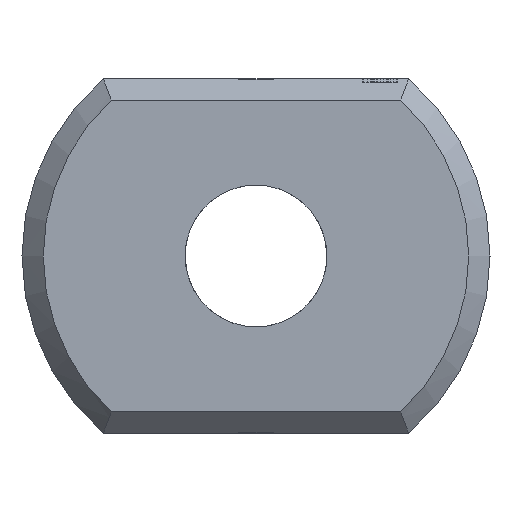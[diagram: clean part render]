
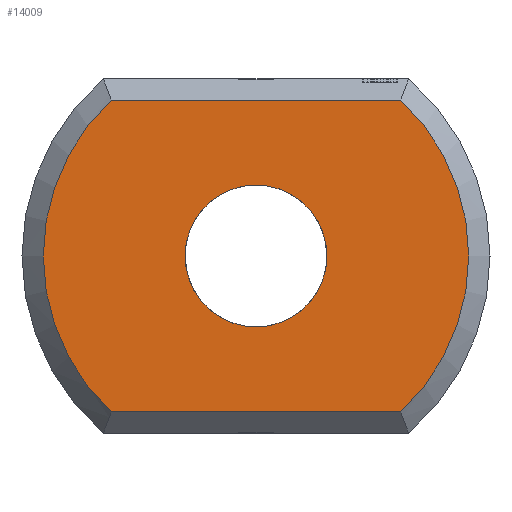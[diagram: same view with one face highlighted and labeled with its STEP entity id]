
A CAD part, left-side view. The second image highlights one B-rep face of the part: STEP entity #14009.
In plain terms, the highlighted planar face has unit normal (-1, 0, 0).
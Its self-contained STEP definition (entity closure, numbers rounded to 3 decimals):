
#3487 = VERTEX_POINT('',#3488);
#3488 = CARTESIAN_POINT('',(0.,-2.04,2.2));
#3497 = VERTEX_POINT('',#3498);
#3498 = CARTESIAN_POINT('',(0.,-2.04,-2.2));
#3505 = EDGE_CURVE('',#3487,#3497,#3506,.T.);
#3506 = CIRCLE('',#3507,3.);
#3507 = AXIS2_PLACEMENT_3D('',#3508,#3509,#3510);
#3508 = CARTESIAN_POINT('',(0.,0.,0.));
#3509 = DIRECTION('',(1.,0.,0.));
#3510 = DIRECTION('',(0.,-0.653,0.758)
  );
#4068 = VERTEX_POINT('',#4069);
#4069 = CARTESIAN_POINT('',(0.,2.04,2.2));
#4076 = EDGE_CURVE('',#3487,#4068,#4077,.T.);
#4077 = LINE('',#4078,#4079);
#4078 = CARTESIAN_POINT('',(0.,-2.154,2.2));
#4079 = VECTOR('',#4080,1.);
#4080 = DIRECTION('',(0.,1.,0.));
#14009 = ADVANCED_FACE('',(#14010,#14029),#14040,.F.);
#14010 = FACE_BOUND('',#14011,.F.);
#14011 = EDGE_LOOP('',(#14012,#14021,#14022,#14023));
#14012 = ORIENTED_EDGE('',*,*,#14013,.T.);
#14013 = EDGE_CURVE('',#14014,#4068,#14016,.T.);
#14014 = VERTEX_POINT('',#14015);
#14015 = CARTESIAN_POINT('',(0.,2.04,-2.2));
#14016 = CIRCLE('',#14017,3.);
#14017 = AXIS2_PLACEMENT_3D('',#14018,#14019,#14020);
#14018 = CARTESIAN_POINT('',(0.,0.,0.));
#14019 = DIRECTION('',(1.,0.,0.));
#14020 = DIRECTION('',(0.,0.653,-0.758)
  );
#14021 = ORIENTED_EDGE('',*,*,#4076,.F.);
#14022 = ORIENTED_EDGE('',*,*,#3505,.T.);
#14023 = ORIENTED_EDGE('',*,*,#14024,.T.);
#14024 = EDGE_CURVE('',#3497,#14014,#14025,.T.);
#14025 = LINE('',#14026,#14027);
#14026 = CARTESIAN_POINT('',(0.,-2.154,-2.2));
#14027 = VECTOR('',#14028,1.);
#14028 = DIRECTION('',(0.,1.,0.));
#14029 = FACE_BOUND('',#14030,.T.);
#14030 = EDGE_LOOP('',(#14031));
#14031 = ORIENTED_EDGE('',*,*,#14032,.T.);
#14032 = EDGE_CURVE('',#14033,#14033,#14035,.T.);
#14033 = VERTEX_POINT('',#14034);
#14034 = CARTESIAN_POINT('',(0.,1.,0.)
  );
#14035 = CIRCLE('',#14036,1.);
#14036 = AXIS2_PLACEMENT_3D('',#14037,#14038,#14039);
#14037 = CARTESIAN_POINT('',(0.,0.,0.));
#14038 = DIRECTION('',(1.,0.,0.));
#14039 = DIRECTION('',(0.,1.,0.));
#14040 = PLANE('',#14041);
#14041 = AXIS2_PLACEMENT_3D('',#14042,#14043,#14044);
#14042 = CARTESIAN_POINT('',(0.,0.,0.));
#14043 = DIRECTION('',(1.,0.,0.));
#14044 = DIRECTION('',(0.,0.,1.));
